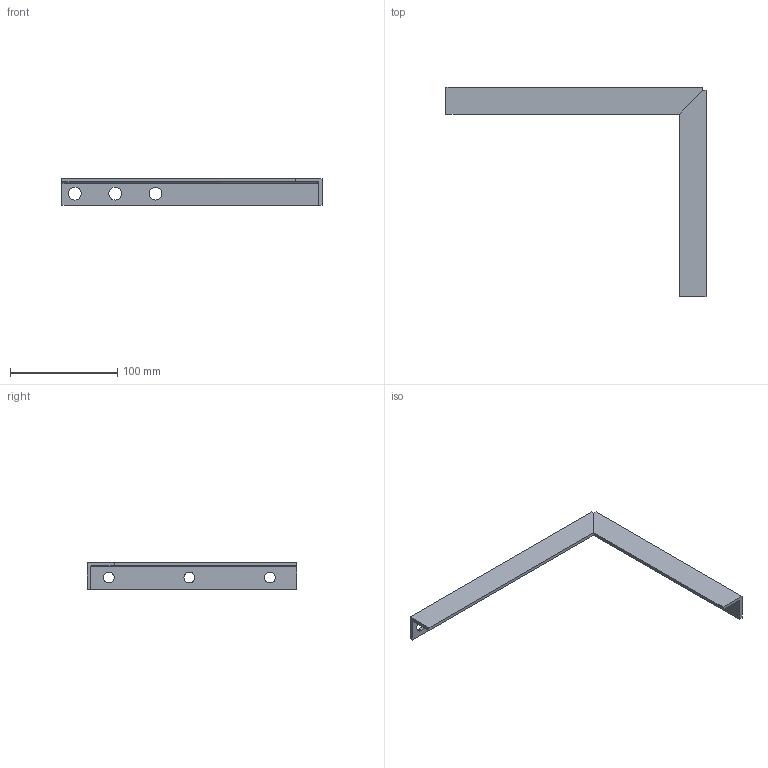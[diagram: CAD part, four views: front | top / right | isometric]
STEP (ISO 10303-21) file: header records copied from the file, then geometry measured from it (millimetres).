
FILE_DESCRIPTION (( 'STEP AP203' ), '1' );
FILE_NAME ('T34100.STEP', '2018-07-20T14:10:24', ( '' ), ( '' ), 'SwSTEP 2.0', 'SolidWorks 2016', '' );
FILE_SCHEMA (( 'CONFIG_CONTROL_DESIGN' ));
Length unit declared in the file: millimetre
Products named in the file (3): TH2204; T34100; TH2205
Assembly tree (2 placements, depth 2):
  T34100
    TH2205
    TH2204
Bounding box: 242 x 195 x 25 mm (x, y, z)
Volume: 57840.2 mm3; surface area: 41805.6 mm2
Topology: 2 solids, 2 shells, 32 faces, 82 edges, 54 vertices
Faces by surface type: plane 18, cylinder 14
Entity records: 1305 total; most frequent: DIRECTION 180, CARTESIAN_POINT 179, ORIENTED_EDGE 164, EDGE_CURVE 82, AXIS2_PLACEMENT_3D 63, VECTOR 54, LINE 54, VERTEX_POINT 54
